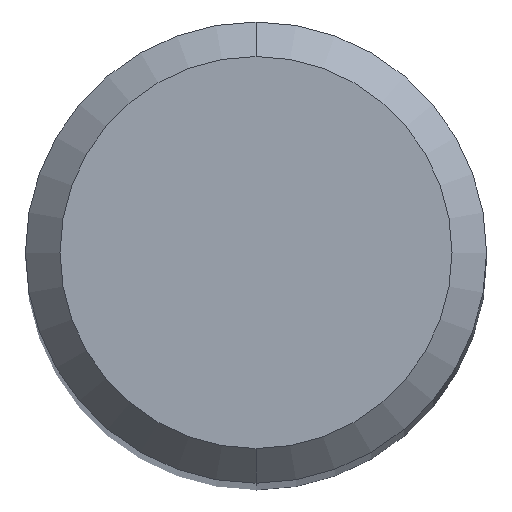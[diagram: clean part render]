
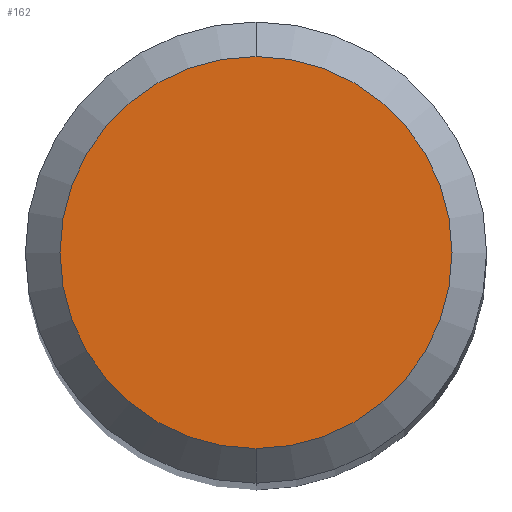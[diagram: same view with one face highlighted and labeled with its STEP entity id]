
A CAD part, top view. The second image highlights one B-rep face of the part: STEP entity #162.
In plain terms, the highlighted planar face has unit normal (0, 0, 1).
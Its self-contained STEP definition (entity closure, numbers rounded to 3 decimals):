
#150=VERTEX_POINT('',#303);
#162=ADVANCED_FACE('',(#317),#318,.T.);
#172=VERTEX_POINT('',#328);
#204=EDGE_CURVE('',#172,#150,#368,.T.);
#208=EDGE_CURVE('',#150,#172,#372,.T.);
#303=CARTESIAN_POINT('',(0.,-1.7,0.0));
#317=FACE_OUTER_BOUND('',#489,.T.);
#318=PLANE('',#490);
#328=CARTESIAN_POINT('',(0.0,1.7,0.0));
#368=CIRCLE('',#554,1.7);
#372=CIRCLE('',#560,1.7);
#489=EDGE_LOOP('',(#669,#670));
#490=AXIS2_PLACEMENT_3D('',#671,#672,#673);
#554=AXIS2_PLACEMENT_3D('',#746,#747,#748);
#560=AXIS2_PLACEMENT_3D('',#752,#753,#754);
#669=ORIENTED_EDGE('',*,*,#204,.F.);
#670=ORIENTED_EDGE('',*,*,#208,.F.);
#671=CARTESIAN_POINT('',(0.0,0.85,0.0));
#672=DIRECTION('',(-0.0,0.0,1.0));
#673=DIRECTION('',(0.0,-1.0,0.0));
#746=CARTESIAN_POINT('',(0.0,0.0,0.0));
#747=DIRECTION('',(0.0,0.0,-1.0));
#748=DIRECTION('',(0.0,1.0,0.0));
#752=CARTESIAN_POINT('',(0.0,0.0,0.0));
#753=DIRECTION('',(0.0,0.0,-1.0));
#754=DIRECTION('',(0.0,1.0,0.0));
